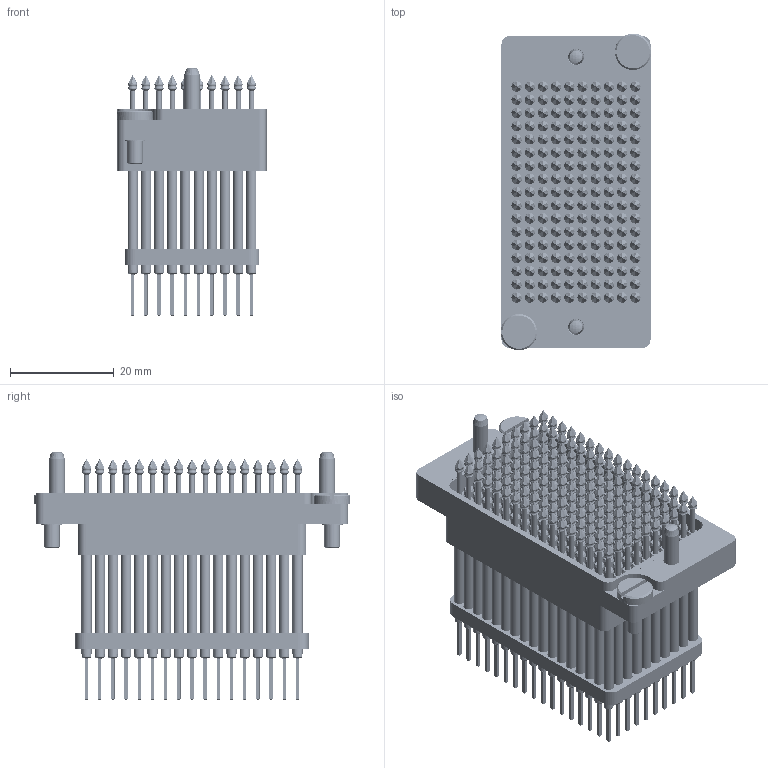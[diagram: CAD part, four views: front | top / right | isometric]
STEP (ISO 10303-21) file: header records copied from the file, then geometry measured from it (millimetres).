
FILE_DESCRIPTION (( 'STEP AP214' ), '1' );
FILE_NAME ('INGUN_38694.STEP', '2023-01-12T12:43:24', ( '' ), ( '' ), 'SwSTEP 2.0', 'SolidWorks 2021', '' );
FILE_SCHEMA (( 'AUTOMOTIVE_DESIGN' ));
Length unit declared in the file: millimetre
Products named in the file (10): 38695~3; INGUN_38694; KS-112-Master__ADA~ks_KS-112 47; DIN6325~n_03,0m6x014; 38695~3_S; HSS-118-0406__ADA~hss_S; DIN923~n_M03x04-A2; INFO_4633~0_SBP-T_Kontaktierung-Seite<S>; 31008~2
Assembly tree (348 placements, depth 3):
  INGUN_38694
    38695~3_S
      38695~3
      INFO_4633~0_SBP-T_Kontaktierung-Seite<S>
    31008~2
    KS-112-Master__ADA~ks_KS-112 47  x170
    HSS-118-0406__ADA~hss_S  x170
    DIN923~n_M03x04-A2  x2
    DIN6325~n_03,0m6x014
    DIN6325~n_03,0m6x014
Bounding box: 29 x 61 x 47.9 mm (x, y, z)
Volume: 36471.3 mm3; surface area: 81456.9 mm2
Topology: 714 solids, 714 shells, 14693 faces, 30240 edges, 17832 vertices
Faces by surface type: cylinder 6170, plane 5045, torus 2040, cone 1378, bspline 52, sphere 8
Entity records: 45372 total; most frequent: CARTESIAN_POINT 10482, DIRECTION 7479, ORIENTED_EDGE 6316, EDGE_CURVE 3158, AXIS2_PLACEMENT_3D 3005, VERTEX_POINT 2088, EDGE_LOOP 1860, CIRCLE 1551
